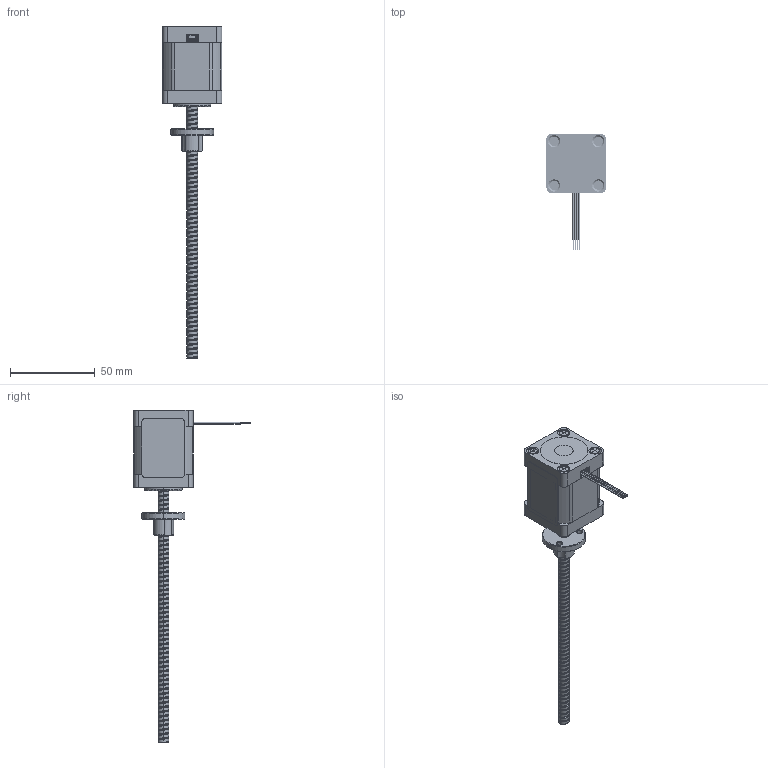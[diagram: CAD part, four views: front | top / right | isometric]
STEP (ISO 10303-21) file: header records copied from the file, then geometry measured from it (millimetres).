
FILE_DESCRIPTION (( 'STEP AP214' ), '1' );
FILE_NAME ('14E22-150.STEP', '2023-03-07T06:57:39', ( '' ), ( '' ), 'SwSTEP 2.0', 'SolidWorks 2022', '' );
FILE_SCHEMA (( 'AUTOMOTIVE_DESIGN' ));
Length unit declared in the file: millimetre
Products named in the file (28): 14E22-150.STP; 12-016-2（14H2047前骨架）.STP; 03-015（14E2047转子总成）.STP; 11-014丝杆紧固螺母.STP; 42铭牌.STP; 06-018-6.STP; 09-007-1（红）.STP; 09-007-4（绿白）.STP; 10-003（调整垫）.STP; 02-016-2（1A定子总成）.STP; 12-006护线套.STP; 42双厚铭牌.STP; 14E22-150; 01-006后盖.STP; 02-015（14H2047铁芯）.STP; 10-008隔磁片.STP; 03-011-2（14H2047转子铁芯，L5）.STP; 润滑油脂.STP; 185.STP; 06-008预紧.STP; 07-003磁钢（14H2047）.STP; 01-005前盖.STP; 11-006（M3X41平头）.STP; 09-007-2（红白）.STP; 15-001-25（14H2047漆包线）.STP; 12-016-1（14H2035后骨架）.STP; 09-007-3（绿）.STP; 07-010轴承.STP
Assembly tree (35 placements, depth 4):
  14E22-150
    14E22-150.STP
      02-016-2（1A定子总成）.STP
        15-001-25（14H2047漆包线）.STP
        02-015（14H2047铁芯）.STP
        12-016-1（14H2035后骨架）.STP
        12-016-2（14H2047前骨架）.STP
        09-007-1（红）.STP
        09-007-2（红白）.STP
        09-007-3（绿）.STP
        09-007-4（绿白）.STP
      03-015（14E2047转子总成）.STP
        03-011-2（14H2047转子铁芯，L5）.STP  x4
        07-003磁钢（14H2047）.STP  x2
        10-008隔磁片.STP
      01-005前盖.STP
      01-006后盖.STP
      06-008预紧.STP
      07-010轴承.STP  x2
      10-003（调整垫）.STP
      12-006护线套.STP
      11-014丝杆紧固螺母.STP
      润滑油脂.STP
      11-006（M3X41平头）.STP  x4
      185.STP
      06-018-6.STP
      42铭牌.STP
      42双厚铭牌.STP
Bounding box: 35.2 x 68.7 x 195.65 mm (x, y, z)
Volume: 44905.3 mm3; surface area: 63022.7 mm2
Topology: 36 solids, 36 shells, 3423 faces, 9872 edges, 6503 vertices
Faces by surface type: cylinder 2143, plane 1172, cone 62, torus 34, bspline 12
Entity records: 88541 total; most frequent: CARTESIAN_POINT 31112, ORIENTED_EDGE 12072, DIRECTION 11815, EDGE_CURVE 6036, AXIS2_PLACEMENT_3D 4296, VERTEX_POINT 3953, VECTOR 3223, LINE 3223
